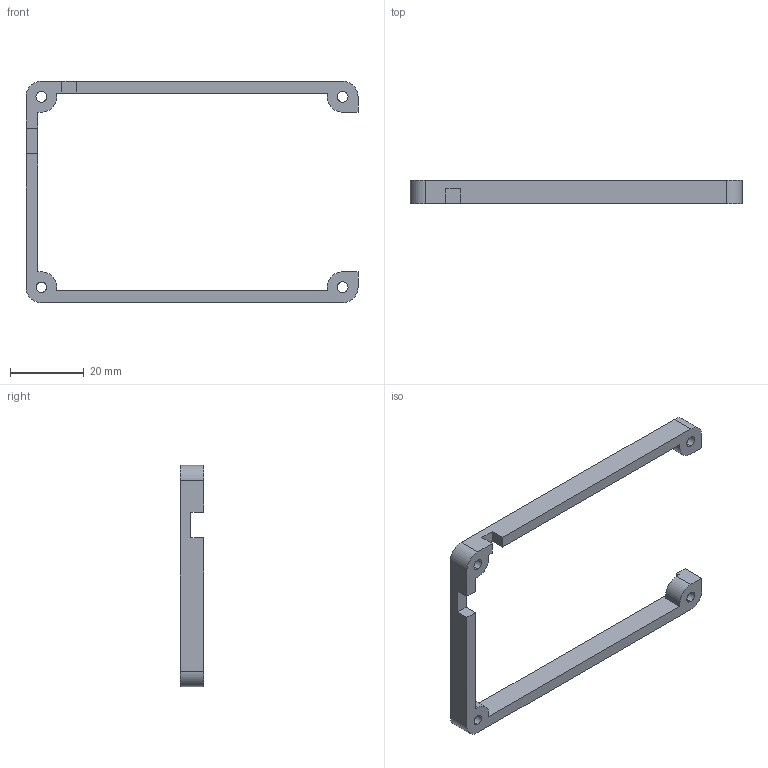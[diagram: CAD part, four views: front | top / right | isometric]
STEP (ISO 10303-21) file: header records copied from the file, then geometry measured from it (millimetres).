
FILE_DESCRIPTION (( 'STEP AP214' ), '1' );
FILE_NAME ('CHE 4 Screw Core Quarter Inch B.STEP', '2015-02-18T18:26:19', ( '' ), ( '' ), 'SwSTEP 2.0', 'SolidWorks 2015', '' );
FILE_SCHEMA (( 'AUTOMOTIVE_DESIGN' ));
Length unit declared in the file: millimetre
Products named in the file (1): CHE 4 Screw Core Quarter Inch B
Bounding box: 90 x 6.35 x 60 mm (x, y, z)
Volume: 5047 mm3; surface area: 4873.3 mm2
Topology: 1 solids, 1 shells, 48 faces, 150 edges, 100 vertices
Faces by surface type: plane 32, cylinder 16
Entity records: 1724 total; most frequent: ORIENTED_EDGE 300, CARTESIAN_POINT 299, DIRECTION 288, EDGE_CURVE 150, VECTOR 110, LINE 110, VERTEX_POINT 100, AXIS2_PLACEMENT_3D 89
